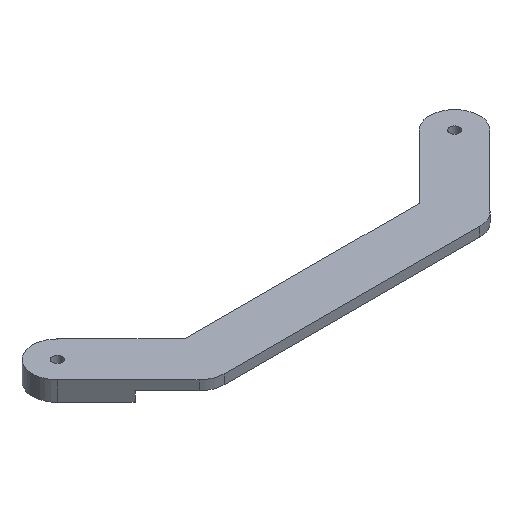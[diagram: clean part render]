
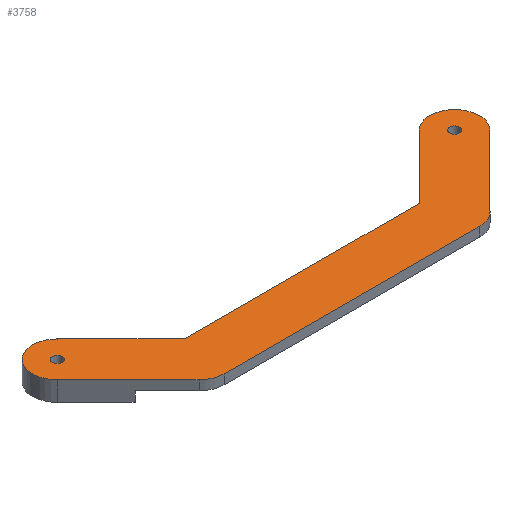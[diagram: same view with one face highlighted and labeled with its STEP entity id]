
A CAD part, isometric view. The second image highlights one B-rep face of the part: STEP entity #3758.
In plain terms, the highlighted planar face has unit normal (0, 0, 1).
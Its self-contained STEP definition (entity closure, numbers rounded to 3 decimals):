
#32=CIRCLE('',#3840,7.5);
#33=CIRCLE('',#3843,7.5);
#34=CIRCLE('',#3846,7.5);
#35=CIRCLE('',#3848,1.5);
#36=CIRCLE('',#3850,1.5);
#37=CIRCLE('',#3853,7.5);
#53=FACE_BOUND('',#546,.T.);
#54=FACE_BOUND('',#547,.T.);
#128=PLANE('',#3857);
#329=FACE_OUTER_BOUND('',#545,.T.);
#545=EDGE_LOOP('',(#3426,#3427,#3428,#3429,#3430,#3431,#3432,#3433,#3434,
#3435));
#546=EDGE_LOOP('',(#3436));
#547=EDGE_LOOP('',(#3437));
#835=LINE('',#7488,#1137);
#838=LINE('',#7496,#1140);
#843=LINE('',#7512,#1145);
#846=LINE('',#7520,#1148);
#848=LINE('',#7524,#1150);
#849=LINE('',#7526,#1151);
#1137=VECTOR('',#4309,10.);
#1140=VECTOR('',#4318,10.);
#1145=VECTOR('',#4337,10.);
#1148=VECTOR('',#4346,10.);
#1150=VECTOR('',#4350,10.);
#1151=VECTOR('',#4353,10.);
#1752=VERTEX_POINT('',#7480);
#1753=VERTEX_POINT('',#7482);
#1754=VERTEX_POINT('',#7486);
#1755=VERTEX_POINT('',#7490);
#1756=VERTEX_POINT('',#7494);
#1757=VERTEX_POINT('',#7498);
#1758=VERTEX_POINT('',#7502);
#1759=VERTEX_POINT('',#7506);
#1760=VERTEX_POINT('',#7510);
#1761=VERTEX_POINT('',#7514);
#1762=VERTEX_POINT('',#7518);
#1763=VERTEX_POINT('',#7522);
#2299=EDGE_CURVE('',#1752,#1753,#32,.T.);
#2302=EDGE_CURVE('',#1754,#1752,#835,.T.);
#2304=EDGE_CURVE('',#1755,#1754,#33,.T.);
#2306=EDGE_CURVE('',#1756,#1755,#838,.T.);
#2308=EDGE_CURVE('',#1757,#1756,#34,.T.);
#2310=EDGE_CURVE('',#1758,#1758,#35,.T.);
#2312=EDGE_CURVE('',#1759,#1759,#36,.T.);
#2314=EDGE_CURVE('',#1760,#1757,#843,.T.);
#2316=EDGE_CURVE('',#1761,#1760,#37,.T.);
#2318=EDGE_CURVE('',#1762,#1761,#846,.T.);
#2320=EDGE_CURVE('',#1763,#1762,#848,.T.);
#2321=EDGE_CURVE('',#1753,#1763,#849,.T.);
#3426=ORIENTED_EDGE('',*,*,#2306,.F.);
#3427=ORIENTED_EDGE('',*,*,#2308,.F.);
#3428=ORIENTED_EDGE('',*,*,#2314,.F.);
#3429=ORIENTED_EDGE('',*,*,#2316,.F.);
#3430=ORIENTED_EDGE('',*,*,#2318,.F.);
#3431=ORIENTED_EDGE('',*,*,#2320,.F.);
#3432=ORIENTED_EDGE('',*,*,#2321,.F.);
#3433=ORIENTED_EDGE('',*,*,#2299,.F.);
#3434=ORIENTED_EDGE('',*,*,#2302,.F.);
#3435=ORIENTED_EDGE('',*,*,#2304,.F.);
#3436=ORIENTED_EDGE('',*,*,#2312,.F.);
#3437=ORIENTED_EDGE('',*,*,#2310,.F.);
#3758=ADVANCED_FACE('',(#329,#53,#54),#128,.F.);
#3840=AXIS2_PLACEMENT_3D('',#7483,#4303,#4304);
#3843=AXIS2_PLACEMENT_3D('',#7492,#4313,#4314);
#3846=AXIS2_PLACEMENT_3D('',#7500,#4322,#4323);
#3848=AXIS2_PLACEMENT_3D('',#7504,#4327,#4328);
#3850=AXIS2_PLACEMENT_3D('',#7508,#4332,#4333);
#3853=AXIS2_PLACEMENT_3D('',#7516,#4341,#4342);
#3857=AXIS2_PLACEMENT_3D('',#7527,#4354,#4355);
#4303=DIRECTION('center_axis',(0.,0.,-1.));
#4304=DIRECTION('ref_axis',(-0.707,-0.707,0.));
#4309=DIRECTION('',(-0.707,0.707,0.));
#4313=DIRECTION('center_axis',(0.,0.,-1.));
#4314=DIRECTION('ref_axis',(0.707,0.707,0.));
#4318=DIRECTION('',(-1.,0.,0.));
#4322=DIRECTION('center_axis',(0.,0.,-1.));
#4323=DIRECTION('ref_axis',(0.707,-0.707,0.));
#4327=DIRECTION('center_axis',(0.,0.,1.));
#4328=DIRECTION('ref_axis',(1.,0.,0.));
#4332=DIRECTION('center_axis',(0.,0.,1.));
#4333=DIRECTION('ref_axis',(1.,0.,0.));
#4337=DIRECTION('',(-0.707,-0.707,0.));
#4341=DIRECTION('center_axis',(0.,0.,-1.));
#4342=DIRECTION('ref_axis',(-0.707,0.707,0.));
#4346=DIRECTION('',(0.707,0.707,0.));
#4350=DIRECTION('',(1.,0.,0.));
#4353=DIRECTION('',(0.707,-0.707,0.));
#4354=DIRECTION('center_axis',(0.,0.,-1.));
#4355=DIRECTION('ref_axis',(1.,0.,0.));
#7480=CARTESIAN_POINT('',(-63.953,42.347,37.85));
#7482=CARTESIAN_POINT('',(-53.347,52.953,37.85));
#7483=CARTESIAN_POINT('Origin',(-58.65,47.65,37.85));
#7486=CARTESIAN_POINT('',(-42.74,21.133,37.85));
#7488=CARTESIAN_POINT('',(-35.82,14.213,37.85));
#7490=CARTESIAN_POINT('',(-37.437,18.937,37.85));
#7492=CARTESIAN_POINT('Origin',(-37.437,26.437,37.85));
#7494=CARTESIAN_POINT('',(39.137,18.937,37.85));
#7496=CARTESIAN_POINT('',(19.993,18.937,37.85));
#7498=CARTESIAN_POINT('',(44.44,21.133,37.85));
#7500=CARTESIAN_POINT('Origin',(39.137,26.437,37.85));
#7502=CARTESIAN_POINT('',(58.85,47.65,37.85));
#7504=CARTESIAN_POINT('Origin',(60.35,47.65,37.85));
#7506=CARTESIAN_POINT('',(-60.15,47.65,37.85));
#7508=CARTESIAN_POINT('Origin',(-58.65,47.65,37.85));
#7510=CARTESIAN_POINT('',(65.653,42.347,37.85));
#7512=CARTESIAN_POINT('',(48.127,24.82,37.85));
#7514=CARTESIAN_POINT('',(55.047,52.953,37.85));
#7516=CARTESIAN_POINT('Origin',(60.35,47.65,37.85));
#7518=CARTESIAN_POINT('',(36.03,33.937,37.85));
#7520=CARTESIAN_POINT('',(28.012,25.918,37.85));
#7522=CARTESIAN_POINT('',(-34.33,33.937,37.85));
#7524=CARTESIAN_POINT('',(-16.74,33.937,37.85));
#7526=CARTESIAN_POINT('',(-35.82,35.427,37.85));
#7527=CARTESIAN_POINT('Origin',(0.85,37.043,37.85));
